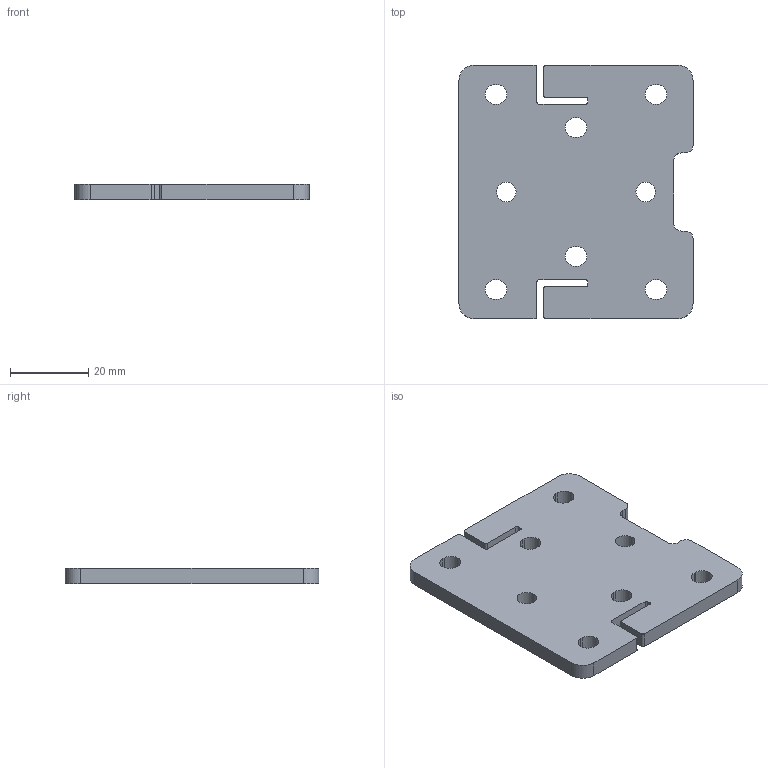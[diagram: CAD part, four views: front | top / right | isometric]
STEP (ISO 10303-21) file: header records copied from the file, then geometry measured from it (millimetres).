
FILE_DESCRIPTION(/* description */ (''),/* implementation_level */ '2;1');
FILE_NAME(/* name */ 'podstawa_lewa.stp',/* time_stamp */ '2021-08-06T13:02:34+02:00',/* author */ ('szymo'),/* organization */ (''),/* preprocessor_version */ 'ST-DEVELOPER v18.1',/* originating_system */ 'Autodesk Inventor 2020',/* authorisation */ '');
FILE_SCHEMA (('AUTOMOTIVE_DESIGN { 1 0 10303 214 3 1 1 }'));
Length unit declared in the file: millimetre
Products named in the file (1): podstawa_lewa
Bounding box: 60 x 65 x 4 mm (x, y, z)
Volume: 14159.2 mm3; surface area: 8934.8 mm2
Topology: 1 solids, 1 shells, 68 faces, 198 edges, 132 vertices
Faces by surface type: cylinder 34, plane 34
Full cylindrical faces by diameter (mm): 5 x2
Entity records: 2343 total; most frequent: DIRECTION 404, CARTESIAN_POINT 399, ORIENTED_EDGE 396, EDGE_CURVE 198, AXIS2_PLACEMENT_3D 137, VERTEX_POINT 132, LINE 130, VECTOR 130
